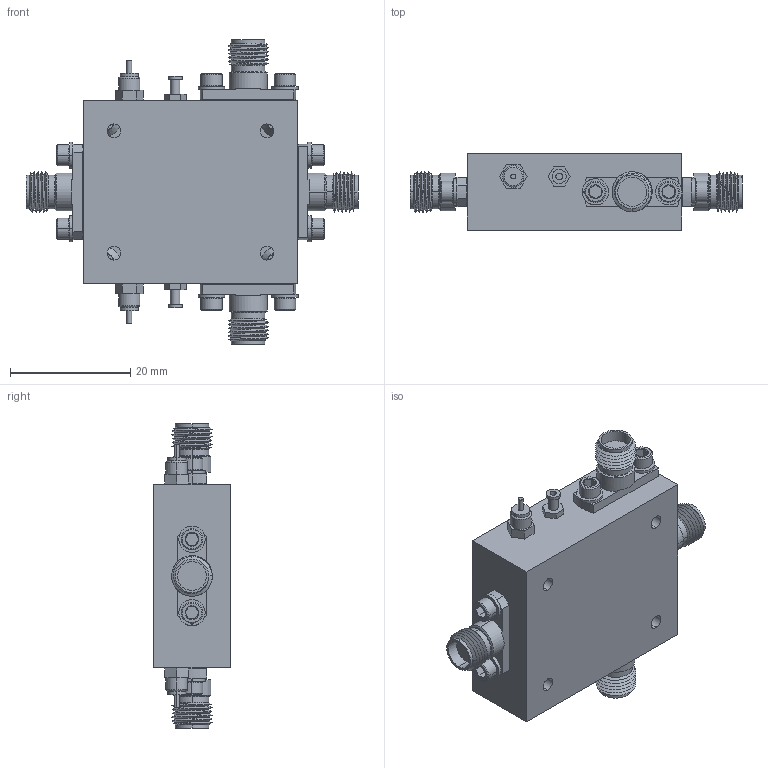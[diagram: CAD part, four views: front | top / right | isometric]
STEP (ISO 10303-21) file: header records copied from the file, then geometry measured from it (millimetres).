
FILE_DESCRIPTION (( 'STEP AP203' ), '1' );
FILE_NAME ('KD-RC, df.STEP', '2017-11-21T20:05:59', ( '' ), ( '' ), 'SwSTEP 2.0', 'SolidWorks 2013', '' );
FILE_SCHEMA (( 'CONFIG_CONTROL_DESIGN' ));
Length unit declared in the file: inch
Products named in the file (1): KD-RC, df
Bounding box: 55.12 x 12.7 x 50.55 mm (x, y, z)
Surface area: 6827.9 mm2 (no closed solid volume)
Topology: 0 solids, 58 shells, 585 faces, 1753 edges, 1233 vertices
Faces by surface type: plane 260, cylinder 167, cone 138, bspline 20
Full cylindrical faces by diameter (mm): 4.369 x1
Entity records: 26139 total; most frequent: CARTESIAN_POINT 11321, ORIENTED_EDGE 3020, DIRECTION 2791, EDGE_CURVE 1750, VERTEX_POINT 1238, AXIS2_PLACEMENT_3D 978, VECTOR 835, LINE 835
